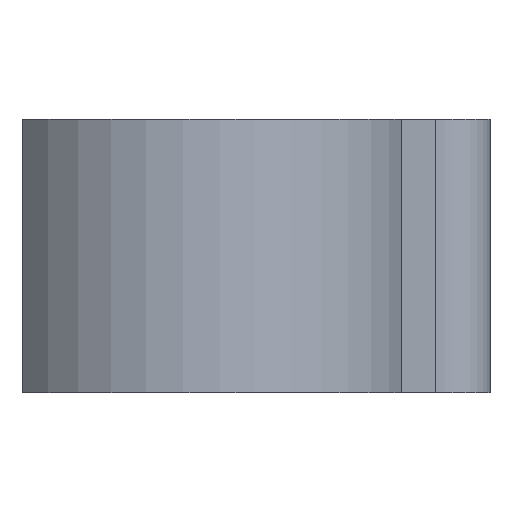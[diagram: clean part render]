
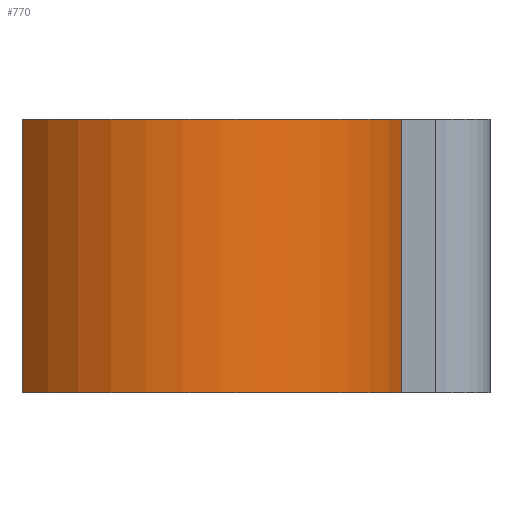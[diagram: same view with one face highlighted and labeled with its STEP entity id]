
A CAD part, left-side view. The second image highlights one B-rep face of the part: STEP entity #770.
In plain terms, the highlighted cylindrical face has radius 16 mm (diameter 32 mm), a partial arc.
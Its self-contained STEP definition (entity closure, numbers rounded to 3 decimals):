
#373=CARTESIAN_POINT('',(0.,0.,0.));
#374=DIRECTION('',(0.,0.,1.));
#375=DIRECTION('',(-0.643,0.766,0.));
#376=AXIS2_PLACEMENT_3D('',#373,#374,#375);
#453=DIRECTION('',(0.,0.,1.));
#454=VECTOR('',#453,20.);
#455=CARTESIAN_POINT('',(-4.,-15.492,0.));
#456=LINE('',#455,#454);
#460=DIRECTION('',(0.,0.,1.));
#461=VECTOR('',#460,20.);
#462=CARTESIAN_POINT('',(-10.285,12.257,0.));
#463=LINE('',#462,#461);
#547=CARTESIAN_POINT('',(0.,0.,20.));
#548=DIRECTION('',(0.,0.,1.));
#549=DIRECTION('',(-0.643,0.766,0.));
#550=AXIS2_PLACEMENT_3D('',#547,#548,#549);
#604=CARTESIAN_POINT('',(-10.285,12.257,0.));
#605=VERTEX_POINT('',#604);
#606=CARTESIAN_POINT('',(-4.,-15.492,0.));
#607=VERTEX_POINT('',#606);
#628=CARTESIAN_POINT('',(-10.285,12.257,20.));
#629=VERTEX_POINT('',#628);
#630=CARTESIAN_POINT('',(-4.,-15.492,20.));
#631=VERTEX_POINT('',#630);
#757=CARTESIAN_POINT('',(0.,0.,0.));
#758=DIRECTION('',(0.,0.,1.));
#759=DIRECTION('',(1.,0.,0.));
#760=AXIS2_PLACEMENT_3D('',#757,#758,#759);
#761=CYLINDRICAL_SURFACE('',#760,16.);
#762=ORIENTED_EDGE('',*,*,#657,.F.);
#764=ORIENTED_EDGE('',*,*,#763,.T.);
#766=ORIENTED_EDGE('',*,*,#765,.T.);
#767=ORIENTED_EDGE('',*,*,#749,.F.);
#768=EDGE_LOOP('',(#762,#764,#766,#767));
#769=FACE_OUTER_BOUND('',#768,.F.);
#377=CIRCLE('',#376,16.);
#551=CIRCLE('',#550,16.);
#657=EDGE_CURVE('',#605,#607,#377,.T.);
#749=EDGE_CURVE('',#607,#631,#456,.T.);
#763=EDGE_CURVE('',#605,#629,#463,.T.);
#765=EDGE_CURVE('',#629,#631,#551,.T.);
#770=ADVANCED_FACE('',(#769),#761,.T.);
